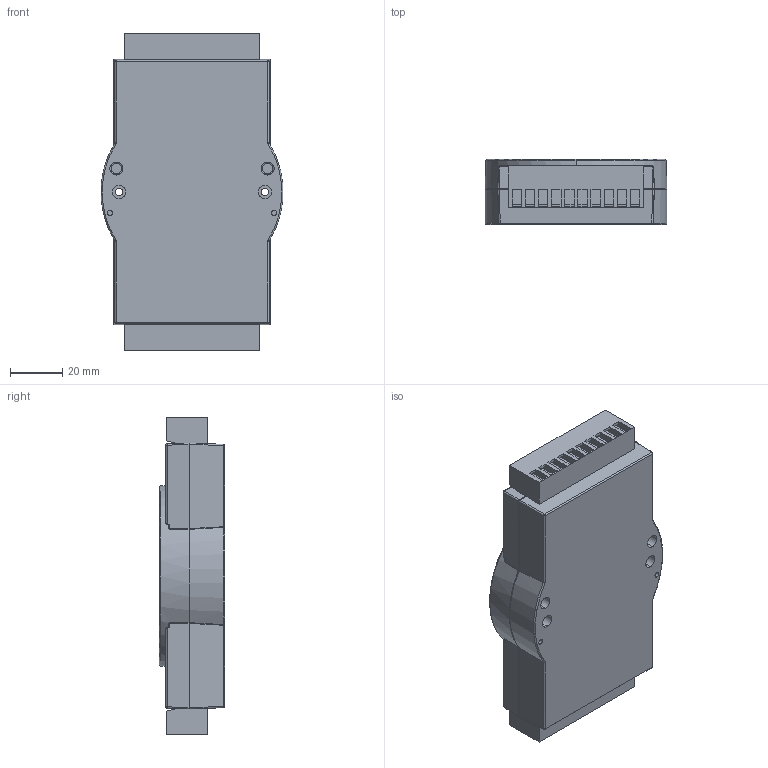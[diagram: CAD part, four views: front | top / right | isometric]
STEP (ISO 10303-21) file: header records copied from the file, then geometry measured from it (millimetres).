
FILE_DESCRIPTION (( 'STEP AP203' ), '1' );
FILE_NAME ('ADAM-4150.STEP', '2007-01-14T22:44:53', ( 'Anderson Professional Modeling' ), ( 'Anderson Professional Modeling' ), 'SwSTEP 2.0', 'SolidWorks 2007', '' );
FILE_SCHEMA (( 'CONFIG_CONTROL_DESIGN' ));
Products named in the file (1): ADAM-4150
Bounding box: 69.79 x 25 x 122 mm (x, y, z)
Volume: 163145.7 mm3; surface area: 32853.4 mm2
Topology: 1 solids, 1 shells, 1535 faces, 3999 edges, 2621 vertices
Faces by surface type: plane 877, bspline 426, cylinder 157, torus 62, sphere 8, cone 5
Entity records: 71185 total; most frequent: CARTESIAN_POINT 35994, ORIENTED_EDGE 7966, DIRECTION 5832, EDGE_CURVE 3983, VERTEX_POINT 2621, VECTOR 2574, LINE 2574, EDGE_LOOP 1750
